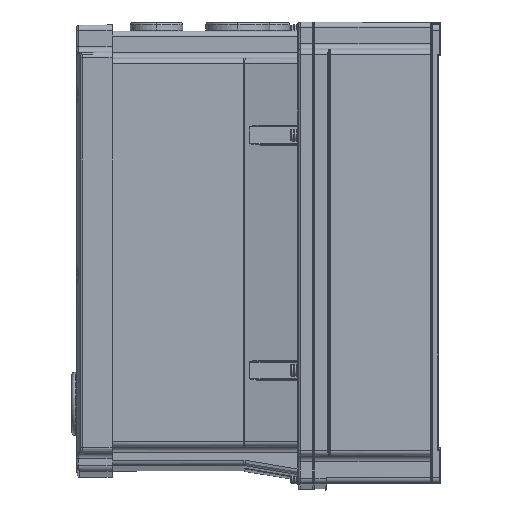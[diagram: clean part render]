
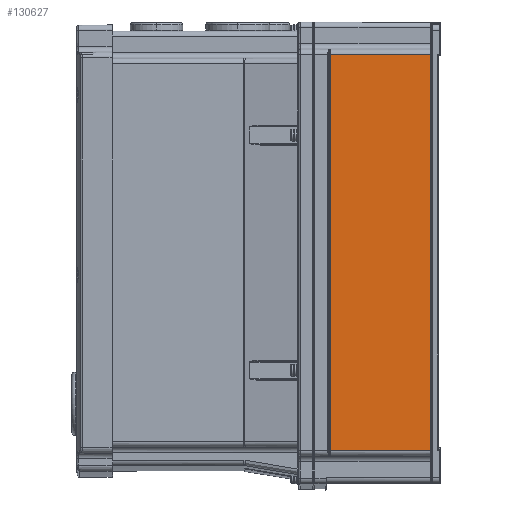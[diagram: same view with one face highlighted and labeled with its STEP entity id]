
A CAD part, left-side view. The second image highlights one B-rep face of the part: STEP entity #130627.
In plain terms, the highlighted planar face has unit normal (-1, 0, 0).
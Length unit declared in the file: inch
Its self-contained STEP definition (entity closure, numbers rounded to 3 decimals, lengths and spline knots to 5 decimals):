
#946 = CARTESIAN_POINT ( 'NONE',  ( -4.29134, -0.36248, -4.31102 ) ) ;
#7235 = ORIENTED_EDGE ( 'NONE', *, *, #47725, .F. ) ;
#7686 = VERTEX_POINT ( 'NONE', #67139 ) ;
#10151 = DIRECTION ( 'NONE',  ( 0., 0., -1. ) ) ;
#19305 = EDGE_CURVE ( 'NONE', #94669, #128712, #102522, .T. ) ;
#29464 = CARTESIAN_POINT ( 'NONE',  ( -4.29134, -0.36248, 4.31102 ) ) ;
#30923 = CARTESIAN_POINT ( 'NONE',  ( -4.29134, -0.36248, 4.31102 ) ) ;
#32723 = FACE_OUTER_BOUND ( 'NONE', #105987, .T. ) ;
#34869 = CARTESIAN_POINT ( 'NONE',  ( -4.29134, -6.99004, -4.31102 ) ) ;
#46325 = PLANE ( 'NONE',  #94823 ) ;
#47725 = EDGE_CURVE ( 'NONE', #146669, #94669, #143153, .T. ) ;
#48424 = DIRECTION ( 'NONE',  ( 0., -1., 0. ) ) ;
#52933 = ORIENTED_EDGE ( 'NONE', *, *, #19305, .F. ) ;
#53467 = VECTOR ( 'NONE', #113924, 39.37008 ) ;
#54837 = ORIENTED_EDGE ( 'NONE', *, *, #101010, .F. ) ;
#63500 = CARTESIAN_POINT ( 'NONE',  ( -4.29134, -0.36248, -4.31102 ) ) ;
#65245 = ORIENTED_EDGE ( 'NONE', *, *, #124153, .F. ) ;
#67139 = CARTESIAN_POINT ( 'NONE',  ( -4.29134, -2.53937, -4.31102 ) ) ;
#77768 = CARTESIAN_POINT ( 'NONE',  ( -4.29134, -2.53937, 5.01969 ) ) ;
#91785 = DIRECTION ( 'NONE',  ( 0., 0., -1. ) ) ;
#92285 = DIRECTION ( 'NONE',  ( 1., 0., 0. ) ) ;
#93454 = CARTESIAN_POINT ( 'NONE',  ( -4.29134, 4.72626, 4.31102 ) ) ;
#94669 = VERTEX_POINT ( 'NONE', #30923 ) ;
#94823 = AXIS2_PLACEMENT_3D ( 'NONE', #114964, #92285, #91785 ) ;
#96205 = CARTESIAN_POINT ( 'NONE',  ( -4.29134, -0.36248, -1.43701 ) ) ;
#101010 = EDGE_CURVE ( 'NONE', #7686, #146669, #122434, .T. ) ;
#102522 = LINE ( 'NONE', #93454, #111294 ) ;
#105987 = EDGE_LOOP ( 'NONE', ( #7235, #54837, #65245, #52933 ) ) ;
#111294 = VECTOR ( 'NONE', #48424, 39.37008 ) ;
#113924 = DIRECTION ( 'NONE',  ( 0., 1., 0. ) ) ;
#114964 = CARTESIAN_POINT ( 'NONE',  ( -4.29134, -2.55906, 5.01969 ) ) ;
#115349 = CARTESIAN_POINT ( 'NONE',  ( -4.29134, -2.53937, 4.31102 ) ) ;
#118676 = VECTOR ( 'NONE', #10151, 39.37008 ) ;
#119369 = CARTESIAN_POINT ( 'NONE',  ( -4.29134, -0.36248, 1.43701 ) ) ;
#122259 = LINE ( 'NONE', #77768, #118676 ) ;
#122434 = LINE ( 'NONE', #34869, #53467 ) ;
#124153 = EDGE_CURVE ( 'NONE', #128712, #7686, #122259, .T. ) ;
#128712 = VERTEX_POINT ( 'NONE', #115349 ) ;
#130627 = ADVANCED_FACE ( 'NONE', ( #32723 ), #46325, .F. ) ;
#143153 = B_SPLINE_CURVE_WITH_KNOTS ( 'NONE', 3,
 ( #63500, #96205, #119369, #29464 ),
 .UNSPECIFIED., .F., .F.,
 ( 4, 4 ),
 ( 0., 1. ),
 .UNSPECIFIED. ) ;
#146669 = VERTEX_POINT ( 'NONE', #946 ) ;
